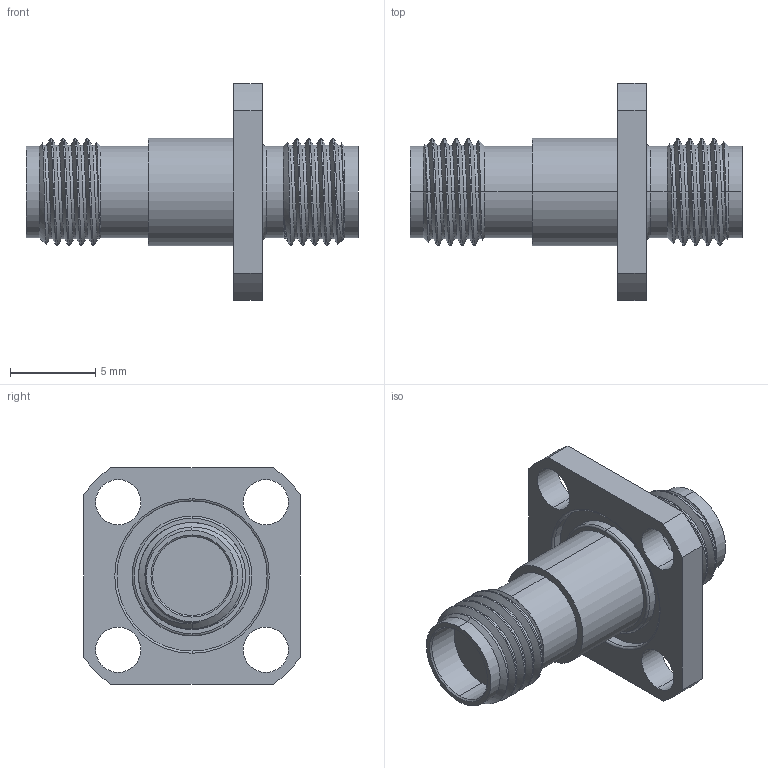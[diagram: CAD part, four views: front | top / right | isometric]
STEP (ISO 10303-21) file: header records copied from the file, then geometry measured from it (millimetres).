
FILE_DESCRIPTION (( 'STEP AP214' ), '1' );
FILE_NAME ('CT-KFKF-B-S-4, Defeatured.STEP', '2023-08-25T17:27:55', ( '' ), ( '' ), 'SwSTEP 2.0', 'SolidWorks 2021', '' );
FILE_SCHEMA (( 'AUTOMOTIVE_DESIGN' ));
Length unit declared in the file: inch
Products named in the file (1): CT-KFKF-B-S-4, Defeatured
Bounding box: 19.43 x 12.7 x 12.7 mm (x, y, z)
Volume: 614 mm3; surface area: 884 mm2
Topology: 1 solids, 1 shells, 111 faces, 282 edges, 180 vertices
Faces by surface type: cylinder 72, cone 16, plane 13, torus 6, bspline 4
Entity records: 6020 total; most frequent: CARTESIAN_POINT 3490, ORIENTED_EDGE 564, DIRECTION 492, EDGE_CURVE 282, AXIS2_PLACEMENT_3D 198, VERTEX_POINT 180, EDGE_LOOP 126, ADVANCED_FACE 111
